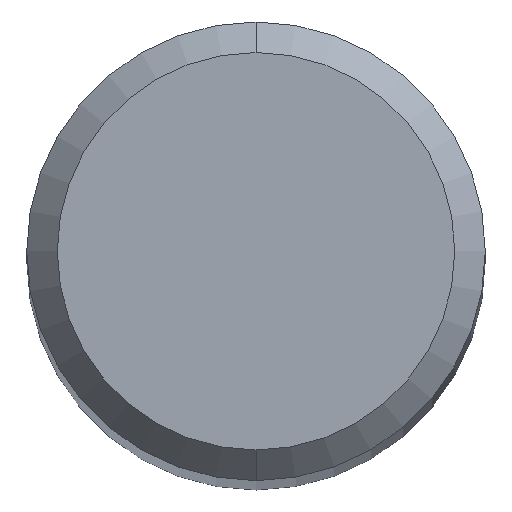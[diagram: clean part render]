
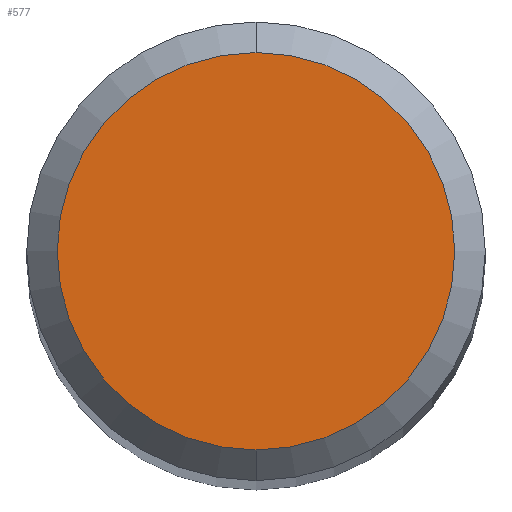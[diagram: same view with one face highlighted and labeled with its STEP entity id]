
A CAD part, top view. The second image highlights one B-rep face of the part: STEP entity #577.
In plain terms, the highlighted planar face has unit normal (0, 0, 1).
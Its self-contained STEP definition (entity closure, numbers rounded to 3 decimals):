
#577=ADVANCED_FACE('',(#1181),#1182,.T.);
#647=VERTEX_POINT('',#1257);
#743=EDGE_CURVE('',#647,#855,#1360,.T.);
#789=EDGE_CURVE('',#855,#647,#1409,.T.);
#855=VERTEX_POINT('',#1480);
#1181=FACE_OUTER_BOUND('',#2733,.T.);
#1182=PLANE('',#2734);
#1257=CARTESIAN_POINT('',(0.0,2.6,0.0));
#1360=CIRCLE('',#3690,2.6);
#1409=CIRCLE('',#3871,2.6);
#1480=CARTESIAN_POINT('',(0.,-2.6,0.0));
#2733=EDGE_LOOP('',(#4691,#4692));
#2734=AXIS2_PLACEMENT_3D('',#4693,#4694,#4695);
#3690=AXIS2_PLACEMENT_3D('',#4890,#4891,#4892);
#3871=AXIS2_PLACEMENT_3D('',#4936,#4937,#4938);
#4691=ORIENTED_EDGE('',*,*,#743,.F.);
#4692=ORIENTED_EDGE('',*,*,#789,.F.);
#4693=CARTESIAN_POINT('',(0.0,1.3,0.0));
#4694=DIRECTION('',(-0.0,0.0,1.0));
#4695=DIRECTION('',(0.0,-1.0,0.0));
#4890=CARTESIAN_POINT('',(0.0,0.0,0.0));
#4891=DIRECTION('',(0.0,0.0,-1.0));
#4892=DIRECTION('',(0.0,1.0,0.0));
#4936=CARTESIAN_POINT('',(0.0,0.0,0.0));
#4937=DIRECTION('',(0.0,0.0,-1.0));
#4938=DIRECTION('',(0.0,1.0,0.0));
